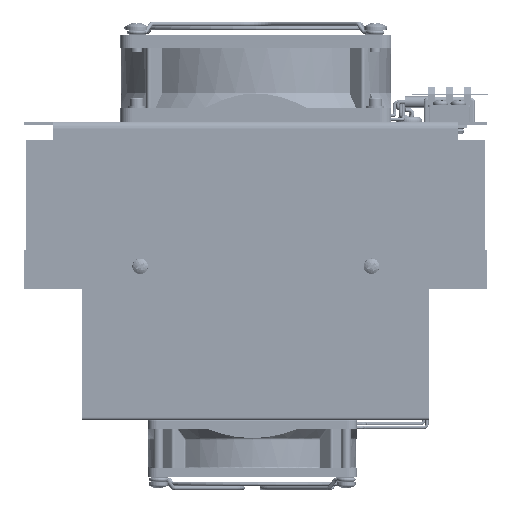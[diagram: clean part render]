
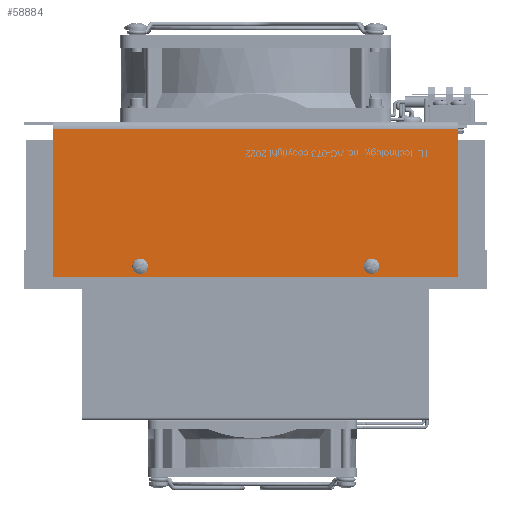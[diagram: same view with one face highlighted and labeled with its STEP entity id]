
A CAD part, front view. The second image highlights one B-rep face of the part: STEP entity #58884.
In plain terms, the highlighted planar face has unit normal (0, -1, 0).
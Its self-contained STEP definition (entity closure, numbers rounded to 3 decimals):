
#6880=CIRCLE('',#62444,2.159);
#6884=CIRCLE('',#62449,2.159);
#9767=VERTEX_POINT('',#81874);
#9771=VERTEX_POINT('',#81883);
#9798=VERTEX_POINT('',#81951);
#9799=VERTEX_POINT('',#81952);
#9800=VERTEX_POINT('',#81954);
#9801=VERTEX_POINT('',#81956);
#15789=VECTOR('',#68552,1.);
#15790=VECTOR('',#68553,1.);
#15791=VECTOR('',#68554,1.);
#15792=VECTOR('',#68555,1.);
#19921=LINE('',#81950,#15789);
#19922=LINE('',#81953,#15790);
#19923=LINE('',#81955,#15791);
#19924=LINE('',#81957,#15792);
#24164=EDGE_CURVE('',#9767,#9767,#6880,.T.);
#24168=EDGE_CURVE('',#9771,#9771,#6884,.T.);
#24201=EDGE_CURVE('',#9798,#9799,#19921,.T.);
#24202=EDGE_CURVE('',#9800,#9798,#19922,.T.);
#24203=EDGE_CURVE('',#9801,#9800,#19923,.T.);
#24204=EDGE_CURVE('',#9799,#9801,#19924,.T.);
#34075=ORIENTED_EDGE('',*,*,#24164,.T.);
#34076=ORIENTED_EDGE('',*,*,#24168,.T.);
#34077=ORIENTED_EDGE('',*,*,#24201,.F.);
#34078=ORIENTED_EDGE('',*,*,#24202,.F.);
#34079=ORIENTED_EDGE('',*,*,#24203,.F.);
#34080=ORIENTED_EDGE('',*,*,#24204,.F.);
#50827=EDGE_LOOP('',(#34075));
#50828=EDGE_LOOP('',(#34076));
#50829=EDGE_LOOP('',(#34077,#34078,#34079,#34080));
#54929=FACE_BOUND('',#50827,.T.);
#54930=FACE_BOUND('',#50828,.T.);
#54931=FACE_BOUND('',#50829,.T.);
#58884=ADVANCED_FACE('',(#54929,#54930,#54931),#129430,.F.);
#62444=AXIS2_PLACEMENT_3D('',#81873,#68491,#68492);
#62449=AXIS2_PLACEMENT_3D('',#81882,#68501,#68502);
#62464=AXIS2_PLACEMENT_3D('',#81949,#68551,$);
#68491=DIRECTION('',(0.,1.,0.));
#68492=DIRECTION('',(0.,0.,-2.159));
#68501=DIRECTION('',(0.,1.,0.));
#68502=DIRECTION('',(0.,0.,-2.159));
#68551=DIRECTION('',(0.,1.,0.));
#68552=DIRECTION('',(1.,0.,0.));
#68553=DIRECTION('',(0.,0.,1.));
#68554=DIRECTION('',(-1.,0.,0.));
#68555=DIRECTION('',(0.,0.,-1.));
#81873=CARTESIAN_POINT('',(-50.8,-65.1,-61.976));
#81874=CARTESIAN_POINT('',(-50.8,-65.1,-64.135));
#81882=CARTESIAN_POINT('',(50.8,-65.1,-61.976));
#81883=CARTESIAN_POINT('',(50.8,-65.1,-64.135));
#81949=CARTESIAN_POINT('',(0.,-65.1,-33.238));
#81950=CARTESIAN_POINT('',(0.,-65.1,-1.6));
#81951=CARTESIAN_POINT('',(-88.9,-65.1,-1.6));
#81952=CARTESIAN_POINT('',(88.9,-65.1,-1.6));
#81953=CARTESIAN_POINT('',(-88.9,-65.1,0.071));
#81954=CARTESIAN_POINT('',(-88.9,-65.1,-66.548));
#81955=CARTESIAN_POINT('',(-88.9,-65.1,-66.548));
#81956=CARTESIAN_POINT('',(88.9,-65.1,-66.548));
#81957=CARTESIAN_POINT('',(88.9,-65.1,-66.548));
#129430=PLANE('',#62464);
